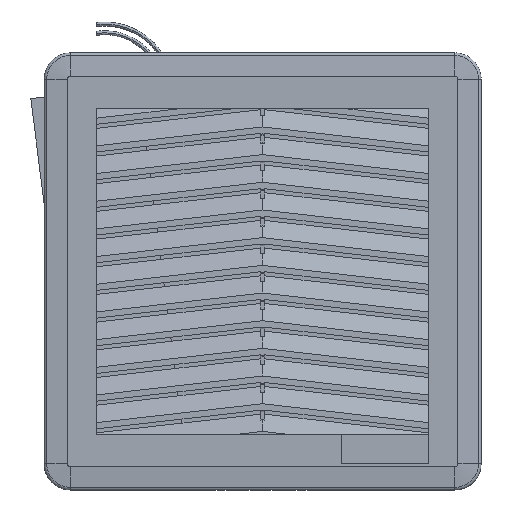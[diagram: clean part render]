
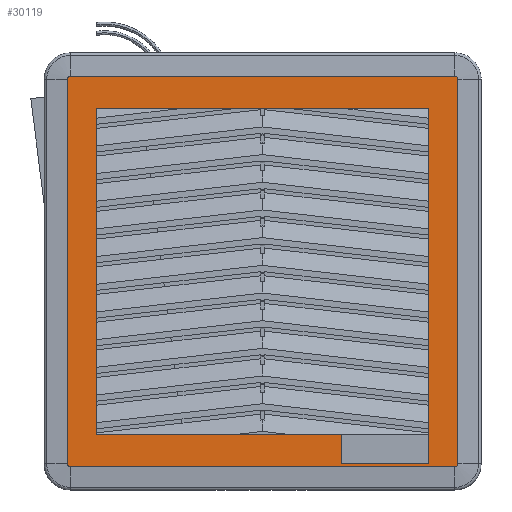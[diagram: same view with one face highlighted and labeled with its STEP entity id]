
A CAD part, front view. The second image highlights one B-rep face of the part: STEP entity #30119.
In plain terms, the highlighted planar face has unit normal (0, -1, 0).
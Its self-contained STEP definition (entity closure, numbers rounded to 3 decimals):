
#23604=DIRECTION('',(-1.,0.,0.));
#23605=VECTOR('',#23604,114.);
#23606=CARTESIAN_POINT('',(57.,-67.8,57.1));
#23607=LINE('',#23606,#23605);
#23660=DIRECTION('',(0.,0.,-1.));
#23661=VECTOR('',#23660,112.);
#23662=CARTESIAN_POINT('',(-57.,-67.8,57.1));
#23663=LINE('',#23662,#23661);
#24658=DIRECTION('',(0.,0.,1.));
#24659=VECTOR('',#24658,132.);
#24660=CARTESIAN_POINT('',(67.,-67.8,-64.9));
#24661=LINE('',#24660,#24659);
#24665=CARTESIAN_POINT('',(66.,-67.8,-64.9));
#24666=DIRECTION('',(0.,-1.,0.));
#24667=DIRECTION('',(0.,0.,-1.));
#24668=AXIS2_PLACEMENT_3D('',#24665,#24666,#24667);
#24673=DIRECTION('',(1.,0.,0.));
#24674=VECTOR('',#24673,132.);
#24675=CARTESIAN_POINT('',(-66.,-67.8,-65.9));
#24676=LINE('',#24675,#24674);
#24680=CARTESIAN_POINT('',(-66.,-67.8,-64.9));
#24681=DIRECTION('',(0.,-1.,0.));
#24682=DIRECTION('',(-1.,0.,0.));
#24683=AXIS2_PLACEMENT_3D('',#24680,#24681,#24682);
#24688=DIRECTION('',(0.,0.,-1.));
#24689=VECTOR('',#24688,132.);
#24690=CARTESIAN_POINT('',(-67.,-67.8,67.1));
#24691=LINE('',#24690,#24689);
#24695=CARTESIAN_POINT('',(-66.,-67.8,67.1));
#24696=DIRECTION('',(0.,-1.,0.));
#24697=DIRECTION('',(0.,0.,1.));
#24698=AXIS2_PLACEMENT_3D('',#24695,#24696,#24697);
#24703=DIRECTION('',(-1.,0.,0.));
#24704=VECTOR('',#24703,132.);
#24705=CARTESIAN_POINT('',(66.,-67.8,68.1));
#24706=LINE('',#24705,#24704);
#24710=CARTESIAN_POINT('',(66.,-67.8,67.1));
#24711=DIRECTION('',(0.,-1.,0.));
#24712=DIRECTION('',(1.,0.,0.));
#24713=AXIS2_PLACEMENT_3D('',#24710,#24711,#24712);
#25142=DIRECTION('',(0.,0.,-1.));
#25143=VECTOR('',#25142,10.);
#25144=CARTESIAN_POINT('',(27.,-67.8,-54.9));
#25145=LINE('',#25144,#25143);
#25185=DIRECTION('',(0.,0.,1.));
#25186=VECTOR('',#25185,122.);
#25187=CARTESIAN_POINT('',(57.,-67.8,-64.9));
#25188=LINE('',#25187,#25186);
#25649=DIRECTION('',(1.,0.,0.));
#25650=VECTOR('',#25649,30.);
#25651=CARTESIAN_POINT('',(27.,-67.8,-64.9));
#25652=LINE('',#25651,#25650);
#25656=DIRECTION('',(1.,0.,0.));
#25657=VECTOR('',#25656,84.);
#25658=CARTESIAN_POINT('',(-57.,-67.8,-54.9));
#25659=LINE('',#25658,#25657);
#28254=CARTESIAN_POINT('',(-67.,-67.8,-64.9));
#28255=CARTESIAN_POINT('',(-66.,-67.8,-65.9));
#28256=VERTEX_POINT('',#28254);
#28257=VERTEX_POINT('',#28255);
#28258=CARTESIAN_POINT('',(-67.,-67.8,67.1));
#28259=VERTEX_POINT('',#28258);
#28260=CARTESIAN_POINT('',(66.,-67.8,-65.9));
#28261=VERTEX_POINT('',#28260);
#28344=CARTESIAN_POINT('',(67.,-67.8,-64.9));
#28345=VERTEX_POINT('',#28344);
#28348=CARTESIAN_POINT('',(67.,-67.8,67.1));
#28349=VERTEX_POINT('',#28348);
#28366=CARTESIAN_POINT('',(66.,-67.8,68.1));
#28367=VERTEX_POINT('',#28366);
#28378=CARTESIAN_POINT('',(-66.,-67.8,68.1));
#28379=VERTEX_POINT('',#28378);
#28384=CARTESIAN_POINT('',(27.,-67.8,-54.9));
#28385=CARTESIAN_POINT('',(27.,-67.8,-64.9));
#28386=VERTEX_POINT('',#28384);
#28387=VERTEX_POINT('',#28385);
#28388=CARTESIAN_POINT('',(57.,-67.8,-64.9));
#28389=VERTEX_POINT('',#28388);
#28390=CARTESIAN_POINT('',(57.,-67.8,57.1));
#28391=VERTEX_POINT('',#28390);
#28392=CARTESIAN_POINT('',(-57.,-67.8,57.1));
#28393=VERTEX_POINT('',#28392);
#28394=CARTESIAN_POINT('',(-57.,-67.8,-54.9));
#28395=VERTEX_POINT('',#28394);
#30090=CARTESIAN_POINT('',(67.,-67.8,-65.9));
#30091=DIRECTION('',(0.,-1.,0.));
#30092=DIRECTION('',(1.,0.,0.));
#30093=AXIS2_PLACEMENT_3D('',#30090,#30091,#30092);
#30094=PLANE('',#30093);
#30095=ORIENTED_EDGE('',*,*,#30037,.F.);
#30096=ORIENTED_EDGE('',*,*,#30052,.F.);
#30097=ORIENTED_EDGE('',*,*,#30067,.F.);
#30098=ORIENTED_EDGE('',*,*,#30080,.F.);
#30100=ORIENTED_EDGE('',*,*,#30099,.F.);
#30102=ORIENTED_EDGE('',*,*,#30101,.F.);
#30103=ORIENTED_EDGE('',*,*,#30007,.F.);
#30104=ORIENTED_EDGE('',*,*,#30022,.F.);
#30105=EDGE_LOOP('',(#30095,#30096,#30097,#30098,#30100,#30102,#30103,#30104));
#30106=FACE_OUTER_BOUND('',#30105,.F.);
#30108=ORIENTED_EDGE('',*,*,#30107,.T.);
#30110=ORIENTED_EDGE('',*,*,#30109,.T.);
#30112=ORIENTED_EDGE('',*,*,#30111,.T.);
#30113=ORIENTED_EDGE('',*,*,#29326,.T.);
#30114=ORIENTED_EDGE('',*,*,#29367,.T.);
#30116=ORIENTED_EDGE('',*,*,#30115,.T.);
#30117=EDGE_LOOP('',(#30108,#30110,#30112,#30113,#30114,#30116));
#30118=FACE_BOUND('',#30117,.F.);
#30119=ADVANCED_FACE('',(#30106,#30118),#30094,.T.);
#24669=CIRCLE('',#24668,1.);
#24684=CIRCLE('',#24683,1.);
#24699=CIRCLE('',#24698,1.);
#24714=CIRCLE('',#24713,1.);
#29326=EDGE_CURVE('',#28391,#28393,#23607,.T.);
#29367=EDGE_CURVE('',#28393,#28395,#23663,.T.);
#30007=EDGE_CURVE('',#28367,#28379,#24706,.T.);
#30022=EDGE_CURVE('',#28349,#28367,#24714,.T.);
#30037=EDGE_CURVE('',#28345,#28349,#24661,.T.);
#30052=EDGE_CURVE('',#28261,#28345,#24669,.T.);
#30067=EDGE_CURVE('',#28257,#28261,#24676,.T.);
#30080=EDGE_CURVE('',#28256,#28257,#24684,.T.);
#30099=EDGE_CURVE('',#28259,#28256,#24691,.T.);
#30101=EDGE_CURVE('',#28379,#28259,#24699,.T.);
#30107=EDGE_CURVE('',#28386,#28387,#25145,.T.);
#30109=EDGE_CURVE('',#28387,#28389,#25652,.T.);
#30111=EDGE_CURVE('',#28389,#28391,#25188,.T.);
#30115=EDGE_CURVE('',#28395,#28386,#25659,.T.);
